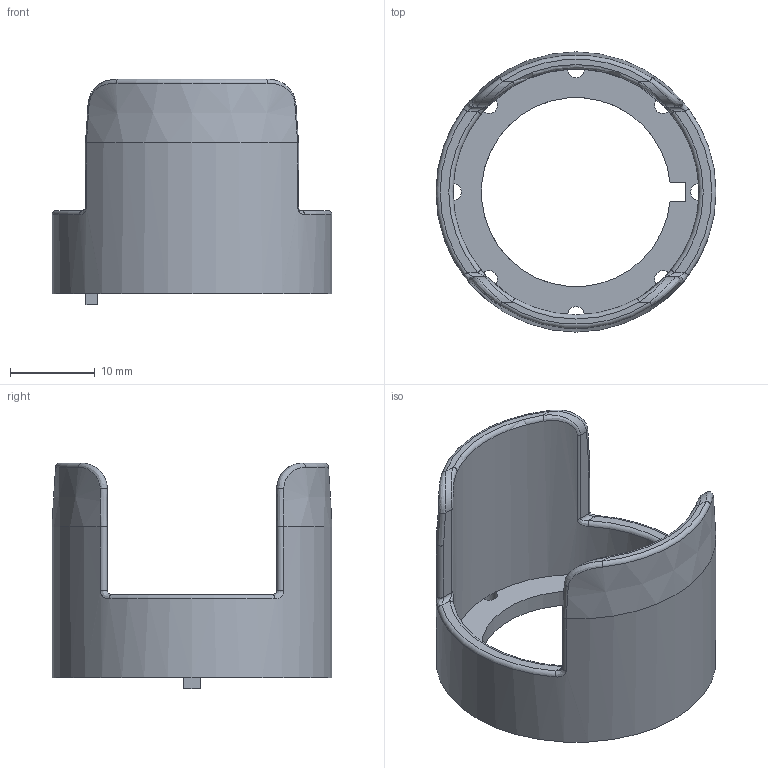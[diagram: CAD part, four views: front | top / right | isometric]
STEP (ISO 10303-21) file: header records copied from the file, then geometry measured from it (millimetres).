
FILE_DESCRIPTION(/* description */ (''),/* implementation_level */ '2;1');
FILE_NAME(/* name */ 'RRSK_ipt.stp',/* time_stamp */ '2017-05-02T11:15:50+02:00',/* author */ ('ahoffmann'),/* organization */ (''),/* preprocessor_version */ 'ST-DEVELOPER v16.1',/* originating_system */ 'Autodesk Inventor 2016',/* authorisation */ '');
FILE_SCHEMA (('AUTOMOTIVE_DESIGN { 1 0 10303 214 3 1 1 }'));
Length unit declared in the file: centimetre
Products named in the file (1): RRSK.ipt
Bounding box: 33 x 33 x 26.6 mm (x, y, z)
Volume: 3931.1 mm3; surface area: 4545.1 mm2
Topology: 1 solids, 1 shells, 91 faces, 247 edges, 143 vertices
Faces by surface type: cylinder 35, plane 26, bspline 20, torus 8, cone 2
Full cylindrical faces by diameter (mm): 2 x8, 29 x1, 33 x1
Entity records: 3683 total; most frequent: CARTESIAN_POINT 1439, DIRECTION 474, ORIENTED_EDGE 470, EDGE_CURVE 235, AXIS2_PLACEMENT_3D 203, VERTEX_POINT 141, CIRCLE 131, EDGE_LOOP 104
